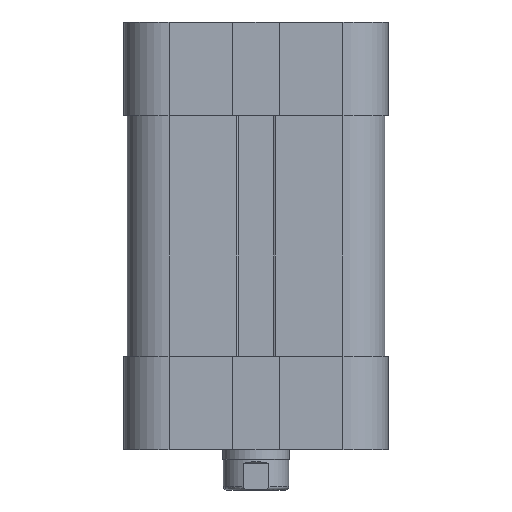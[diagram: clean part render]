
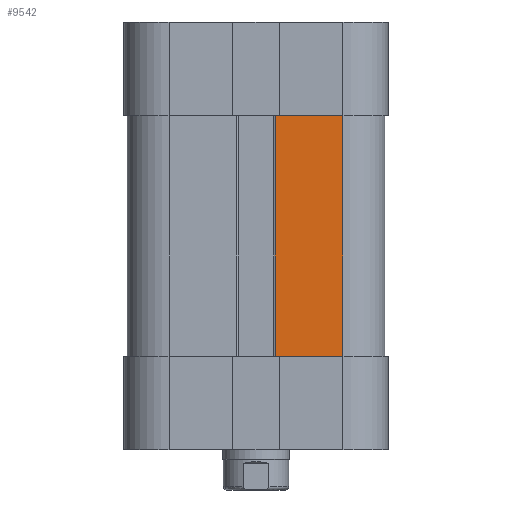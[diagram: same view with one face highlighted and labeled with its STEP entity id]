
A CAD part, front view. The second image highlights one B-rep face of the part: STEP entity #9542.
In plain terms, the highlighted planar face has unit normal (0, -1, 0).
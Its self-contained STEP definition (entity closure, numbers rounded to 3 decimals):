
#285=LINE('',#14804,#905);
#326=LINE('',#15004,#946);
#444=LINE('',#15350,#1064);
#445=LINE('',#15352,#1065);
#905=VECTOR('',#11712,10.15);
#946=VECTOR('',#11873,10.15);
#1064=VECTOR('',#12259,36.);
#1065=VECTOR('',#12262,36.);
#1493=PLANE('',#10387);
#2370=FACE_OUTER_BOUND('',#3062,.T.);
#3062=EDGE_LOOP('',(#7487,#7488,#7489,#7490));
#4458=VERTEX_POINT('',#14801);
#4459=VERTEX_POINT('',#14803);
#4557=VERTEX_POINT('',#15001);
#4558=VERTEX_POINT('',#15003);
#5463=EDGE_CURVE('',#4459,#4458,#285,.T.);
#5562=EDGE_CURVE('',#4558,#4557,#326,.T.);
#5736=EDGE_CURVE('',#4557,#4459,#444,.T.);
#5737=EDGE_CURVE('',#4558,#4458,#445,.T.);
#7487=ORIENTED_EDGE('',*,*,#5463,.T.);
#7488=ORIENTED_EDGE('',*,*,#5737,.F.);
#7489=ORIENTED_EDGE('',*,*,#5562,.T.);
#7490=ORIENTED_EDGE('',*,*,#5736,.T.);
#9542=ADVANCED_FACE('',(#2370),#1493,.T.);
#10387=AXIS2_PLACEMENT_3D('',#15351,#12260,#12261);
#11712=DIRECTION('',(-1.,0.,0.));
#11873=DIRECTION('',(1.,0.,0.));
#12259=DIRECTION('',(0.,0.,1.));
#12260=DIRECTION('center_axis',(0.,-1.,0.));
#12261=DIRECTION('ref_axis',(0.,0.,-1.));
#12262=DIRECTION('',(0.,0.,1.));
#14801=CARTESIAN_POINT('',(2.85,-19.25,0.));
#14803=CARTESIAN_POINT('',(13.,-19.25,0.));
#14804=CARTESIAN_POINT('',(2.85,-19.25,0.));
#15001=CARTESIAN_POINT('',(13.,-19.25,-36.));
#15003=CARTESIAN_POINT('',(2.85,-19.25,-36.));
#15004=CARTESIAN_POINT('',(2.85,-19.25,-36.));
#15350=CARTESIAN_POINT('',(13.,-19.25,-18.));
#15351=CARTESIAN_POINT('Origin',(13.,-19.25,-18.));
#15352=CARTESIAN_POINT('',(2.85,-19.25,-18.));
